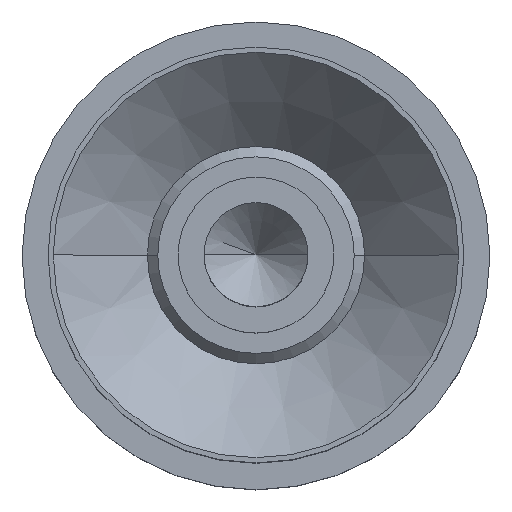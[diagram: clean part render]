
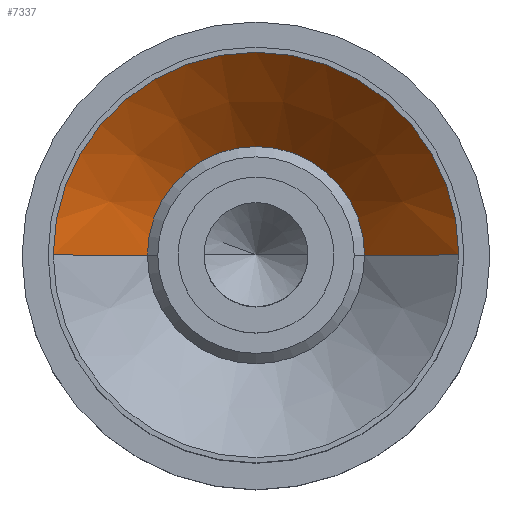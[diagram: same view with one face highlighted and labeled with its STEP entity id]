
A CAD part, top view. The second image highlights one B-rep face of the part: STEP entity #7337.
In plain terms, the highlighted conical face has half-angle 45 degrees and reference radius 1.95 mm.
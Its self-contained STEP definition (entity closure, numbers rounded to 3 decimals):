
#213 = EDGE_CURVE ( 'NONE', #1321, #1319, #8761, .T. ) ;
#214 = EDGE_CURVE ( 'NONE', #1323, #1318, #8762, .T. ) ;
#300 = EDGE_CURVE ( 'NONE', #1323, #1321, #2185, .T. ) ;
#302 = EDGE_CURVE ( 'NONE', #1318, #1319, #2183, .T. ) ;
#619 = EDGE_LOOP ( 'NONE', ( #6845, #6846, #6847, #6848 ) ) ;
#1318 = VERTEX_POINT ( 'NONE', #3300 ) ;
#1319 = VERTEX_POINT ( 'NONE', #3301 ) ;
#1321 = VERTEX_POINT ( 'NONE', #3303 ) ;
#1323 = VERTEX_POINT ( 'NONE', #3305 ) ;
#2183 = LINE ( 'NONE', #3857, #2191 ) ;
#2185 = LINE ( 'NONE', #3849, #2188 ) ;
#2188 = VECTOR ( 'NONE', #3844, 1000. ) ;
#2191 = VECTOR ( 'NONE', #3851, 1000. ) ;
#2573 = CONICAL_SURFACE ( 'NONE', #4247, 1.95, 0.785 ) ;
#2581 = FACE_OUTER_BOUND ( 'NONE', #619, .T. ) ;
#3300 = CARTESIAN_POINT ( 'NONE',  ( -1.045, 0., 4.295 ) ) ;
#3301 = CARTESIAN_POINT ( 'NONE',  ( -1.95, 0., 5.2 ) ) ;
#3303 = CARTESIAN_POINT ( 'NONE',  ( 1.95, 0., 5.2 ) ) ;
#3305 = CARTESIAN_POINT ( 'NONE',  ( 1.045, 0., 4.295 ) ) ;
#3844 = DIRECTION ( 'NONE',  ( 0.707, 0., 0.707 ) ) ;
#3849 = CARTESIAN_POINT ( 'NONE',  ( 1.95, 0., 5.2 ) ) ;
#3851 = DIRECTION ( 'NONE',  ( -0.707, 0., 0.707 ) ) ;
#3857 = CARTESIAN_POINT ( 'NONE',  ( -1.95, 0., 5.2 ) ) ;
#4247 = AXIS2_PLACEMENT_3D ( 'NONE', #5696, #5700, #5701 ) ;
#5696 = CARTESIAN_POINT ( 'NONE',  ( 0., 0., 5.2 ) ) ;
#5700 = DIRECTION ( 'NONE',  ( 0., 0., 1. ) ) ;
#5701 = DIRECTION ( 'NONE',  ( 1., 0., 0. ) ) ;
#5800 = AXIS2_PLACEMENT_3D ( 'NONE', #9010, #9008, #9007 ) ;
#5801 = AXIS2_PLACEMENT_3D ( 'NONE', #8994, #8984, #8982 ) ;
#6845 = ORIENTED_EDGE ( 'NONE', *, *, #302, .F. ) ;
#6846 = ORIENTED_EDGE ( 'NONE', *, *, #214, .F. ) ;
#6847 = ORIENTED_EDGE ( 'NONE', *, *, #300, .T. ) ;
#6848 = ORIENTED_EDGE ( 'NONE', *, *, #213, .T. ) ;
#7337 = ADVANCED_FACE ( 'NONE', ( #2581 ), #2573, .F. ) ;
#8761 = CIRCLE ( 'NONE', #5800, 1.95 ) ;
#8762 = CIRCLE ( 'NONE', #5801, 1.045 ) ;
#8982 = DIRECTION ( 'NONE',  ( 1., 0., 0. ) ) ;
#8984 = DIRECTION ( 'NONE',  ( 0., 0., 1. ) ) ;
#8994 = CARTESIAN_POINT ( 'NONE',  ( 0., 0., 4.295 ) ) ;
#9007 = DIRECTION ( 'NONE',  ( 1., 0., 0. ) ) ;
#9008 = DIRECTION ( 'NONE',  ( 0., 0., 1. ) ) ;
#9010 = CARTESIAN_POINT ( 'NONE',  ( 0., 0., 5.2 ) ) ;
